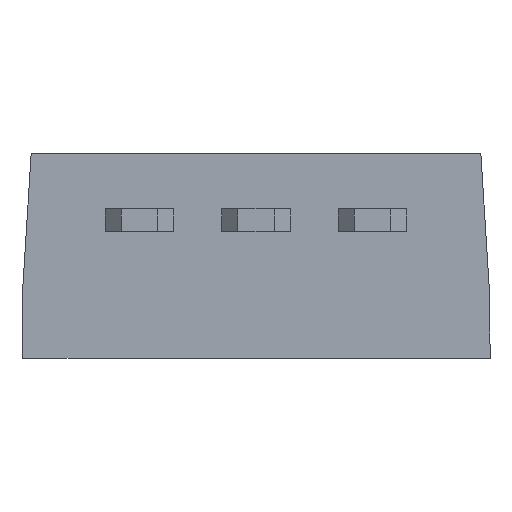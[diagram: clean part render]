
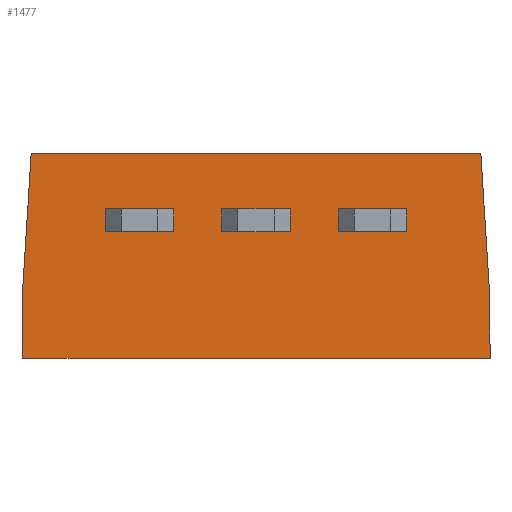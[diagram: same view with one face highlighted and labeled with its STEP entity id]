
A CAD part, front view. The second image highlights one B-rep face of the part: STEP entity #1477.
In plain terms, the highlighted planar face has unit normal (0, -1, 0).
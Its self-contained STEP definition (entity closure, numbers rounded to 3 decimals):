
#17 = EDGE_CURVE ( 'NONE', #1020, #376, #1937, .T. ) ;
#20 = CARTESIAN_POINT ( 'NONE',  ( -0.75, 0., 2.75 ) ) ;
#22 = VERTEX_POINT ( 'NONE', #548 ) ;
#32 = VECTOR ( 'NONE', #2134, 1000. ) ;
#69 = VERTEX_POINT ( 'NONE', #1113 ) ;
#83 = EDGE_LOOP ( 'NONE', ( #958, #2307, #212, #1703 ) ) ;
#84 = DIRECTION ( 'NONE',  ( -1., 0., 0. ) ) ;
#100 = EDGE_CURVE ( 'NONE', #2003, #178, #1607, .T. ) ;
#114 = DIRECTION ( 'NONE',  ( 0., 0., -1. ) ) ;
#119 = CARTESIAN_POINT ( 'NONE',  ( -5.1, 0., -0.01 ) ) ;
#124 = CARTESIAN_POINT ( 'NONE',  ( 1.79, 0., 3.25 ) ) ;
#155 = LINE ( 'NONE', #1604, #32 ) ;
#160 = VERTEX_POINT ( 'NONE', #449 ) ;
#178 = VERTEX_POINT ( 'NONE', #2044 ) ;
#182 = DIRECTION ( 'NONE',  ( -0.063, 0., -0.998 ) ) ;
#212 = ORIENTED_EDGE ( 'NONE', *, *, #1041, .F. ) ;
#233 = CARTESIAN_POINT ( 'NONE',  ( -5.1, 0., 1.27 ) ) ;
#235 = CARTESIAN_POINT ( 'NONE',  ( 1.79, 0., 3.25 ) ) ;
#250 = EDGE_CURVE ( 'NONE', #733, #952, #955, .T. ) ;
#274 = CARTESIAN_POINT ( 'NONE',  ( -0.75, 0., 3.25 ) ) ;
#280 = VERTEX_POINT ( 'NONE', #1018 ) ;
#288 = CARTESIAN_POINT ( 'NONE',  ( 0.75, 0., 3.25 ) ) ;
#303 = DIRECTION ( 'NONE',  ( -0.063, 0., 0.998 ) ) ;
#306 = EDGE_CURVE ( 'NONE', #69, #1258, #1952, .T. ) ;
#350 = EDGE_CURVE ( 'NONE', #376, #280, #2292, .T. ) ;
#354 = VERTEX_POINT ( 'NONE', #124 ) ;
#376 = VERTEX_POINT ( 'NONE', #1714 ) ;
#378 = VECTOR ( 'NONE', #303, 1000. ) ;
#415 = EDGE_LOOP ( 'NONE', ( #2272, #810, #2059, #1250 ) ) ;
#434 = EDGE_CURVE ( 'NONE', #1258, #1732, #716, .T. ) ;
#449 = CARTESIAN_POINT ( 'NONE',  ( -1.79, 0., 3.25 ) ) ;
#453 = CARTESIAN_POINT ( 'NONE',  ( -0.75, 0., 2.75 ) ) ;
#458 = EDGE_LOOP ( 'NONE', ( #1486, #2068, #1757, #2212 ) ) ;
#505 = CARTESIAN_POINT ( 'NONE',  ( 3.29, 0., 2.75 ) ) ;
#509 = DIRECTION ( 'NONE',  ( 0., 0., -1. ) ) ;
#548 = CARTESIAN_POINT ( 'NONE',  ( -1.79, 0., 2.75 ) ) ;
#575 = VECTOR ( 'NONE', #655, 1000. ) ;
#594 = DIRECTION ( 'NONE',  ( 0., 0., -1. ) ) ;
#636 = CARTESIAN_POINT ( 'NONE',  ( -1.79, 0., 2.75 ) ) ;
#655 = DIRECTION ( 'NONE',  ( 0., 0., 1. ) ) ;
#657 = CARTESIAN_POINT ( 'NONE',  ( -1.79, 0., 3.25 ) ) ;
#666 = FACE_BOUND ( 'NONE', #458, .T. ) ;
#672 = ORIENTED_EDGE ( 'NONE', *, *, #350, .T. ) ;
#676 = DIRECTION ( 'NONE',  ( 0., 0., 1. ) ) ;
#716 = LINE ( 'NONE', #1556, #575 ) ;
#732 = VECTOR ( 'NONE', #1753, 1000. ) ;
#733 = VERTEX_POINT ( 'NONE', #1134 ) ;
#737 = EDGE_CURVE ( 'NONE', #1252, #1334, #1675, .T. ) ;
#747 = LINE ( 'NONE', #636, #1014 ) ;
#810 = ORIENTED_EDGE ( 'NONE', *, *, #100, .F. ) ;
#840 = VECTOR ( 'NONE', #114, 1000. ) ;
#891 = VECTOR ( 'NONE', #509, 1000. ) ;
#893 = VECTOR ( 'NONE', #676, 1000. ) ;
#916 = EDGE_CURVE ( 'NONE', #354, #2003, #1591, .T. ) ;
#930 = EDGE_CURVE ( 'NONE', #1732, #1944, #2290, .T. ) ;
#952 = VERTEX_POINT ( 'NONE', #1904 ) ;
#955 = LINE ( 'NONE', #1908, #378 ) ;
#958 = ORIENTED_EDGE ( 'NONE', *, *, #737, .F. ) ;
#969 = CARTESIAN_POINT ( 'NONE',  ( 1.79, 0., 2.75 ) ) ;
#975 = EDGE_CURVE ( 'NONE', #1020, #952, #1188, .T. ) ;
#1010 = VECTOR ( 'NONE', #1959, 1000. ) ;
#1014 = VECTOR ( 'NONE', #1158, 1000. ) ;
#1018 = CARTESIAN_POINT ( 'NONE',  ( -5.1, 0., 0. ) ) ;
#1019 = DIRECTION ( 'NONE',  ( -1., 0., 0. ) ) ;
#1020 = VERTEX_POINT ( 'NONE', #2222 ) ;
#1041 = EDGE_CURVE ( 'NONE', #22, #160, #747, .T. ) ;
#1047 = EDGE_CURVE ( 'NONE', #1105, #354, #1529, .T. ) ;
#1074 = FACE_OUTER_BOUND ( 'NONE', #1798, .T. ) ;
#1101 = CARTESIAN_POINT ( 'NONE',  ( -4.9, 0., 4.45 ) ) ;
#1105 = VERTEX_POINT ( 'NONE', #1195 ) ;
#1113 = CARTESIAN_POINT ( 'NONE',  ( -0.75, 0., 2.75 ) ) ;
#1118 = LINE ( 'NONE', #1718, #1997 ) ;
#1131 = DIRECTION ( 'NONE',  ( 0., 1., 0. ) ) ;
#1134 = CARTESIAN_POINT ( 'NONE',  ( 5.1, 0., 1.27 ) ) ;
#1147 = CARTESIAN_POINT ( 'NONE',  ( 0.75, 0., 2.75 ) ) ;
#1148 = ORIENTED_EDGE ( 'NONE', *, *, #975, .F. ) ;
#1158 = DIRECTION ( 'NONE',  ( 0., 0., 1. ) ) ;
#1161 = EDGE_CURVE ( 'NONE', #1813, #2259, #1118, .T. ) ;
#1187 = DIRECTION ( 'NONE',  ( 1., 0., 0. ) ) ;
#1188 = LINE ( 'NONE', #1332, #1373 ) ;
#1190 = FACE_BOUND ( 'NONE', #83, .T. ) ;
#1195 = CARTESIAN_POINT ( 'NONE',  ( 3.29, 0., 3.25 ) ) ;
#1250 = ORIENTED_EDGE ( 'NONE', *, *, #1047, .F. ) ;
#1252 = VERTEX_POINT ( 'NONE', #2045 ) ;
#1258 = VERTEX_POINT ( 'NONE', #1147 ) ;
#1280 = ORIENTED_EDGE ( 'NONE', *, *, #1161, .F. ) ;
#1323 = DIRECTION ( 'NONE',  ( 0., 0., 1. ) ) ;
#1324 = DIRECTION ( 'NONE',  ( 1., 0., 0. ) ) ;
#1332 = CARTESIAN_POINT ( 'NONE',  ( -5.1, 0., 4.45 ) ) ;
#1334 = VERTEX_POINT ( 'NONE', #2241 ) ;
#1358 = EDGE_CURVE ( 'NONE', #1944, #69, #1779, .T. ) ;
#1373 = VECTOR ( 'NONE', #1187, 1000. ) ;
#1383 = DIRECTION ( 'NONE',  ( 1., 0., 0. ) ) ;
#1387 = DIRECTION ( 'NONE',  ( -1., 0., 0. ) ) ;
#1399 = EDGE_CURVE ( 'NONE', #1334, #22, #155, .T. ) ;
#1411 = CARTESIAN_POINT ( 'NONE',  ( 5.1, 0., 1.27 ) ) ;
#1433 = CARTESIAN_POINT ( 'NONE',  ( 5.1, 0., -0.01 ) ) ;
#1443 = VECTOR ( 'NONE', #182, 1000. ) ;
#1459 = CARTESIAN_POINT ( 'NONE',  ( -0.75, 0., 3.25 ) ) ;
#1477 = ADVANCED_FACE ( 'NONE', ( #1648, #1074, #666, #1190 ), #1674, .F. ) ;
#1486 = ORIENTED_EDGE ( 'NONE', *, *, #434, .F. ) ;
#1502 = ORIENTED_EDGE ( 'NONE', *, *, #2151, .F. ) ;
#1529 = LINE ( 'NONE', #235, #1894 ) ;
#1532 = ORIENTED_EDGE ( 'NONE', *, *, #17, .T. ) ;
#1537 = DIRECTION ( 'NONE',  ( 0., 0., -1. ) ) ;
#1556 = CARTESIAN_POINT ( 'NONE',  ( 0.75, 0., 2.75 ) ) ;
#1559 = DIRECTION ( 'NONE',  ( -1., 0., 0. ) ) ;
#1591 = LINE ( 'NONE', #1724, #2159 ) ;
#1604 = CARTESIAN_POINT ( 'NONE',  ( -1.79, 0., 2.75 ) ) ;
#1607 = LINE ( 'NONE', #969, #1941 ) ;
#1648 = FACE_BOUND ( 'NONE', #415, .T. ) ;
#1663 = LINE ( 'NONE', #505, #732 ) ;
#1671 = CARTESIAN_POINT ( 'NONE',  ( -3.29, 0., 2.75 ) ) ;
#1674 = PLANE ( 'NONE',  #1709 ) ;
#1675 = LINE ( 'NONE', #1671, #2318 ) ;
#1693 = ORIENTED_EDGE ( 'NONE', *, *, #250, .T. ) ;
#1700 = EDGE_CURVE ( 'NONE', #160, #1252, #1831, .T. ) ;
#1703 = ORIENTED_EDGE ( 'NONE', *, *, #1399, .F. ) ;
#1709 = AXIS2_PLACEMENT_3D ( 'NONE', #233, #1131, #1323 ) ;
#1714 = CARTESIAN_POINT ( 'NONE',  ( -5.1, 0., 1.27 ) ) ;
#1718 = CARTESIAN_POINT ( 'NONE',  ( -5.1, 0., -0.01 ) ) ;
#1722 = VECTOR ( 'NONE', #1387, 1000. ) ;
#1724 = CARTESIAN_POINT ( 'NONE',  ( 1.79, 0., 2.75 ) ) ;
#1732 = VERTEX_POINT ( 'NONE', #288 ) ;
#1753 = DIRECTION ( 'NONE',  ( 0., 0., 1. ) ) ;
#1757 = ORIENTED_EDGE ( 'NONE', *, *, #1358, .F. ) ;
#1779 = LINE ( 'NONE', #20, #1010 ) ;
#1798 = EDGE_LOOP ( 'NONE', ( #1938, #1693, #1148, #1532, #672, #1502, #1280 ) ) ;
#1800 = LINE ( 'NONE', #1918, #893 ) ;
#1811 = CARTESIAN_POINT ( 'NONE',  ( 1.79, 0., 2.75 ) ) ;
#1813 = VERTEX_POINT ( 'NONE', #1433 ) ;
#1831 = LINE ( 'NONE', #657, #1722 ) ;
#1894 = VECTOR ( 'NONE', #84, 1000. ) ;
#1903 = CARTESIAN_POINT ( 'NONE',  ( -5.1, 0., 1.27 ) ) ;
#1904 = CARTESIAN_POINT ( 'NONE',  ( 4.9, 0., 4.45 ) ) ;
#1908 = CARTESIAN_POINT ( 'NONE',  ( 5.1, 0., 1.27 ) ) ;
#1918 = CARTESIAN_POINT ( 'NONE',  ( -5.1, 0., -0.01 ) ) ;
#1937 = LINE ( 'NONE', #1101, #1443 ) ;
#1938 = ORIENTED_EDGE ( 'NONE', *, *, #2324, .F. ) ;
#1941 = VECTOR ( 'NONE', #1324, 1000. ) ;
#1944 = VERTEX_POINT ( 'NONE', #1459 ) ;
#1952 = LINE ( 'NONE', #453, #2001 ) ;
#1959 = DIRECTION ( 'NONE',  ( 0., 0., -1. ) ) ;
#1987 = LINE ( 'NONE', #1411, #891 ) ;
#1997 = VECTOR ( 'NONE', #1559, 1000. ) ;
#2001 = VECTOR ( 'NONE', #1383, 1000. ) ;
#2003 = VERTEX_POINT ( 'NONE', #1811 ) ;
#2044 = CARTESIAN_POINT ( 'NONE',  ( 3.29, 0., 2.75 ) ) ;
#2045 = CARTESIAN_POINT ( 'NONE',  ( -3.29, 0., 3.25 ) ) ;
#2059 = ORIENTED_EDGE ( 'NONE', *, *, #916, .F. ) ;
#2060 = VECTOR ( 'NONE', #1019, 1000. ) ;
#2068 = ORIENTED_EDGE ( 'NONE', *, *, #306, .F. ) ;
#2134 = DIRECTION ( 'NONE',  ( 1., 0., 0. ) ) ;
#2151 = EDGE_CURVE ( 'NONE', #2259, #280, #1800, .T. ) ;
#2159 = VECTOR ( 'NONE', #1537, 1000. ) ;
#2168 = EDGE_CURVE ( 'NONE', #178, #1105, #1663, .T. ) ;
#2212 = ORIENTED_EDGE ( 'NONE', *, *, #930, .F. ) ;
#2222 = CARTESIAN_POINT ( 'NONE',  ( -4.9, 0., 4.45 ) ) ;
#2241 = CARTESIAN_POINT ( 'NONE',  ( -3.29, 0., 2.75 ) ) ;
#2259 = VERTEX_POINT ( 'NONE', #119 ) ;
#2272 = ORIENTED_EDGE ( 'NONE', *, *, #2168, .F. ) ;
#2290 = LINE ( 'NONE', #274, #2060 ) ;
#2292 = LINE ( 'NONE', #1903, #840 ) ;
#2307 = ORIENTED_EDGE ( 'NONE', *, *, #1700, .F. ) ;
#2318 = VECTOR ( 'NONE', #594, 1000. ) ;
#2324 = EDGE_CURVE ( 'NONE', #733, #1813, #1987, .T. ) ;
